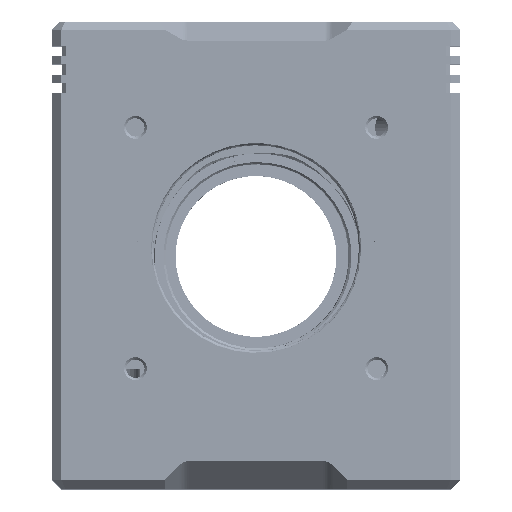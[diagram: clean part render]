
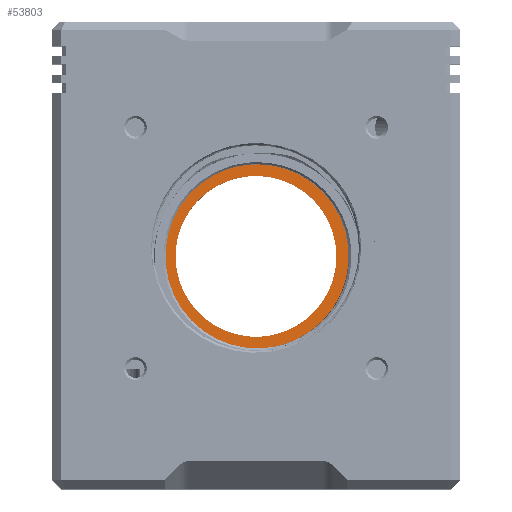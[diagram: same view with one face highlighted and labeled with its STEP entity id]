
A CAD part, top view. The second image highlights one B-rep face of the part: STEP entity #53803.
In plain terms, the highlighted planar face has unit normal (0.052, 0, 0.999).
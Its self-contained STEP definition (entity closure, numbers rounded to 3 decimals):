
#48742=CARTESIAN_POINT('',(-40.982,11.418,
-12.815));
#48743=CARTESIAN_POINT('',(-40.982,10.239,
-12.815));
#48744=CARTESIAN_POINT('',(-40.659,8.331,
-12.832));
#48745=CARTESIAN_POINT('',(-39.415,5.913,
-12.898));
#48746=CARTESIAN_POINT('',(-38.104,4.296,
-12.966));
#48747=CARTESIAN_POINT('',(-36.487,2.985,
-13.051));
#48748=CARTESIAN_POINT('',(-34.674,2.053,
-13.146));
#48749=CARTESIAN_POINT('',(-33.108,1.611,
-13.228));
#48750=CARTESIAN_POINT('',(-31.875,1.444,
-13.293));
#48751=CARTESIAN_POINT('',(-30.982,1.405,
-13.34));
#48752=CARTESIAN_POINT('',(-30.089,1.444,
-13.386));
#48753=CARTESIAN_POINT('',(-28.856,1.611,
-13.451));
#48754=CARTESIAN_POINT('',(-27.29,2.053,
-13.533));
#48755=CARTESIAN_POINT('',(-25.478,2.985,
-13.628));
#48756=CARTESIAN_POINT('',(-23.86,4.296,
-13.713));
#48757=CARTESIAN_POINT('',(-22.549,5.913,
-13.781));
#48758=CARTESIAN_POINT('',(-21.306,8.331,
-13.847));
#48759=CARTESIAN_POINT('',(-20.982,10.239,
-13.864));
#48760=CARTESIAN_POINT('',(-20.982,11.418,
-13.864));
#48766=CARTESIAN_POINT('',(-20.982,11.418,
-13.864));
#48767=CARTESIAN_POINT('',(-20.982,12.596,
-13.864));
#48768=CARTESIAN_POINT('',(-21.306,14.505,
-13.847));
#48769=CARTESIAN_POINT('',(-22.549,16.923,
-13.781));
#48770=CARTESIAN_POINT('',(-23.86,18.54,
-13.713));
#48771=CARTESIAN_POINT('',(-25.478,19.851,
-13.628));
#48772=CARTESIAN_POINT('',(-27.29,20.783,
-13.533));
#48773=CARTESIAN_POINT('',(-28.856,21.225,
-13.451));
#48774=CARTESIAN_POINT('',(-30.089,21.392,
-13.386));
#48775=CARTESIAN_POINT('',(-30.982,21.431,
-13.34));
#48776=CARTESIAN_POINT('',(-31.875,21.392,
-13.293));
#48777=CARTESIAN_POINT('',(-33.108,21.225,
-13.228));
#48778=CARTESIAN_POINT('',(-34.674,20.783,
-13.146));
#48779=CARTESIAN_POINT('',(-36.487,19.851,
-13.051));
#48780=CARTESIAN_POINT('',(-38.104,18.54,
-12.966));
#48781=CARTESIAN_POINT('',(-39.415,16.923,
-12.898));
#48782=CARTESIAN_POINT('',(-40.659,14.505,
-12.832));
#48783=CARTESIAN_POINT('',(-40.982,12.596,
-12.815));
#48784=CARTESIAN_POINT('',(-40.982,11.418,
-12.815));
#48807=CARTESIAN_POINT('',(-31.075,11.418,
-13.335));
#48808=DIRECTION('',(0.052,0.,0.999));
#48809=DIRECTION('',(-0.999,0.,0.052));
#48810=AXIS2_PLACEMENT_3D('',#48807,#48808,#48809);
#48812=CARTESIAN_POINT('',(-31.075,11.418,
-13.335));
#48813=DIRECTION('',(0.052,0.,0.999));
#48814=DIRECTION('',(0.999,0.,-0.052));
#48815=AXIS2_PLACEMENT_3D('',#48812,#48813,#48814);
#51353=CARTESIAN_POINT('',(-17.695,11.418,
-14.036));
#51355=VERTEX_POINT('',#51353);
#51357=CARTESIAN_POINT('',(-44.455,11.418,
-12.633));
#51358=VERTEX_POINT('',#51357);
#51478=VERTEX_POINT('',#48742);
#51479=VERTEX_POINT('',#48760);
#53788=CARTESIAN_POINT('',(-18.291,11.418,
-14.005));
#53789=DIRECTION('',(0.052,0.,0.999));
#53790=DIRECTION('',(0.999,0.,-0.052));
#53791=AXIS2_PLACEMENT_3D('',#53788,#53789,#53790);
#53792=PLANE('',#53791);
#53794=ORIENTED_EDGE('',*,*,#53793,.F.);
#53796=ORIENTED_EDGE('',*,*,#53795,.F.);
#53797=EDGE_LOOP('',(#53794,#53796));
#53798=FACE_OUTER_BOUND('',#53797,.F.);
#53799=ORIENTED_EDGE('',*,*,#53757,.T.);
#53800=ORIENTED_EDGE('',*,*,#53770,.T.);
#53801=EDGE_LOOP('',(#53799,#53800));
#53802=FACE_BOUND('',#53801,.F.);
#53803=ADVANCED_FACE('',(#53798,#53802),#53792,.T.);
#48761=B_SPLINE_CURVE_WITH_KNOTS('',3,(#48742,#48743,#48744,#48745,#48746,
#48747,#48748,#48749,#48750,#48751,#48752,#48753,#48754,#48755,#48756,#48757,
#48758,#48759,#48760),.UNSPECIFIED.,.F.,.F.,(4,1,1,1,1,1,1,1,1,1,1,1,1,1,1,1,4),
(0.,0.125,0.188,0.25,0.313,0.375,0.438,0.469,0.5,
0.531,0.563,0.625,0.688,0.75,0.813,0.875,1.),
.UNSPECIFIED.);
#48785=B_SPLINE_CURVE_WITH_KNOTS('',3,(#48766,#48767,#48768,#48769,#48770,
#48771,#48772,#48773,#48774,#48775,#48776,#48777,#48778,#48779,#48780,#48781,
#48782,#48783,#48784),.UNSPECIFIED.,.F.,.F.,(4,1,1,1,1,1,1,1,1,1,1,1,1,1,1,1,4),
(0.,0.125,0.188,0.25,0.313,0.375,0.438,0.469,0.5,
0.531,0.563,0.625,0.688,0.75,0.813,0.875,1.),
.UNSPECIFIED.);
#48811=CIRCLE('',#48810,13.399);
#48816=CIRCLE('',#48815,13.399);
#53757=EDGE_CURVE('',#51478,#51479,#48761,.T.);
#53770=EDGE_CURVE('',#51479,#51478,#48785,.T.);
#53793=EDGE_CURVE('',#51358,#51355,#48811,.T.);
#53795=EDGE_CURVE('',#51355,#51358,#48816,.T.);
